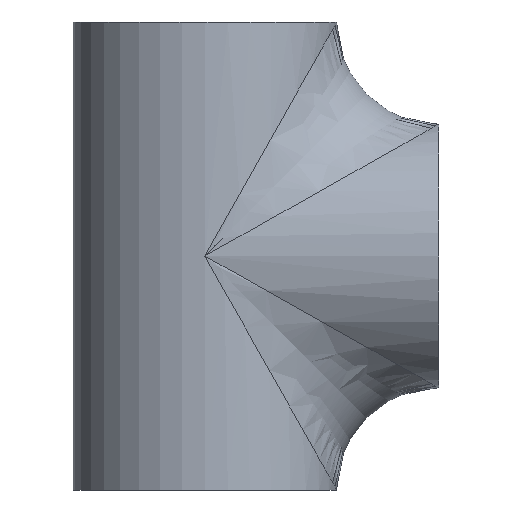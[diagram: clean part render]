
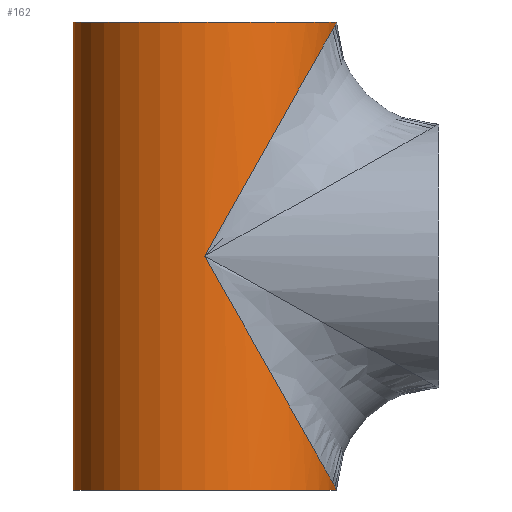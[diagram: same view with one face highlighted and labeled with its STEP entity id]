
A CAD part, front view. The second image highlights one B-rep face of the part: STEP entity #162.
In plain terms, the highlighted cylindrical face has radius 69.85 mm (diameter 139.7 mm), a partial arc.
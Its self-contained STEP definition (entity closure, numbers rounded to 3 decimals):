
#32 = DIRECTION ( 'NONE',  ( -1., 0., 0. ) ) ;
#38 = CARTESIAN_POINT ( 'NONE',  ( 69.85, -40.917, -124. ) ) ;
#85 = CARTESIAN_POINT ( 'NONE',  ( 69.85, -40.917, 124. ) ) ;
#124 = ORIENTED_EDGE ( 'NONE', *, *, #424, .T. ) ;
#136 = CARTESIAN_POINT ( 'NONE',  ( 0., -69.85, 0. ) ) ;
#146 = CARTESIAN_POINT ( 'NONE',  ( 40.917, -69.85, -72.638 ) ) ;
#162 = ADVANCED_FACE ( 'NONE', ( #995 ), #1119, .T. ) ;
#186 = CARTESIAN_POINT ( 'NONE',  ( -69.85, 0., -124. ) ) ;
#215 = EDGE_LOOP ( 'NONE', ( #1252, #1154, #839, #124, #374 ) ) ;
#239 = CARTESIAN_POINT ( 'NONE',  ( 69.85, 0., -124. ) ) ;
#244 = CARTESIAN_POINT ( 'NONE',  ( 0., 0., 124. ) ) ;
#250 = DIRECTION ( 'NONE',  ( 1., 0., 0. ) ) ;
#254 = CARTESIAN_POINT ( 'NONE',  ( -69.85, 0., 124. ) ) ;
#257 = EDGE_CURVE ( 'NONE', #847, #393, #1094, .T. ) ;
#266 = VERTEX_POINT ( 'NONE', #805 ) ;
#293 = EDGE_CURVE ( 'NONE', #701, #459, #544, .T. ) ;
#294 =( BOUNDED_CURVE ( )  B_SPLINE_CURVE ( 3, ( #239, #38, #146, #136 ),
 .UNSPECIFIED., .F., .F. ) 
 B_SPLINE_CURVE_WITH_KNOTS ( ( 4, 4 ),
 ( 3.142, 4.712 ),
 .UNSPECIFIED. ) 
 CURVE ( )  GEOMETRIC_REPRESENTATION_ITEM ( )  RATIONAL_B_SPLINE_CURVE ( ( 1., 0.805, 0.805, 1. ) ) 
 REPRESENTATION_ITEM ( '' )  );
#341 =( BOUNDED_CURVE ( )  B_SPLINE_CURVE ( 3, ( #568, #952, #85, #471 ),
 .UNSPECIFIED., .F., .T. ) 
 B_SPLINE_CURVE_WITH_KNOTS ( ( 4, 4 ),
 ( 1.571, 3.142 ),
 .UNSPECIFIED. ) 
 CURVE ( )  GEOMETRIC_REPRESENTATION_ITEM ( )  RATIONAL_B_SPLINE_CURVE ( ( 1., 0.805, 0.805, 1. ) ) 
 REPRESENTATION_ITEM ( '' )  );
#374 = ORIENTED_EDGE ( 'NONE', *, *, #830, .T. ) ;
#393 = VERTEX_POINT ( 'NONE', #632 ) ;
#423 = DIRECTION ( 'NONE',  ( 1., 0., 0. ) ) ;
#424 = EDGE_CURVE ( 'NONE', #393, #266, #294, .T. ) ;
#459 = VERTEX_POINT ( 'NONE', #810 ) ;
#460 = VECTOR ( 'NONE', #1104, 1000. ) ;
#471 = CARTESIAN_POINT ( 'NONE',  ( 69.85, 0., 124. ) ) ;
#530 = DIRECTION ( 'NONE',  ( 0., 0., 1. ) ) ;
#544 = CIRCLE ( 'NONE', #868, 69.85 ) ;
#568 = CARTESIAN_POINT ( 'NONE',  ( 0., -69.85, 0. ) ) ;
#617 = DIRECTION ( 'NONE',  ( 0., 0., -1. ) ) ;
#632 = CARTESIAN_POINT ( 'NONE',  ( 69.85, 0., -124. ) ) ;
#645 = AXIS2_PLACEMENT_3D ( 'NONE', #1113, #617, #32 ) ;
#701 = VERTEX_POINT ( 'NONE', #254 ) ;
#705 = CARTESIAN_POINT ( 'NONE',  ( -69.85, 0., 124. ) ) ;
#733 = CARTESIAN_POINT ( 'NONE',  ( 0., 0., -124. ) ) ;
#805 = CARTESIAN_POINT ( 'NONE',  ( 0., -69.85, 0. ) ) ;
#807 = LINE ( 'NONE', #705, #460 ) ;
#810 = CARTESIAN_POINT ( 'NONE',  ( 69.85, 0., 124. ) ) ;
#830 = EDGE_CURVE ( 'NONE', #266, #459, #341, .T. ) ;
#839 = ORIENTED_EDGE ( 'NONE', *, *, #257, .T. ) ;
#847 = VERTEX_POINT ( 'NONE', #186 ) ;
#868 = AXIS2_PLACEMENT_3D ( 'NONE', #244, #530, #423 ) ;
#952 = CARTESIAN_POINT ( 'NONE',  ( 40.917, -69.85, 72.638 ) ) ;
#995 = FACE_OUTER_BOUND ( 'NONE', #215, .T. ) ;
#1094 = CIRCLE ( 'NONE', #1193, 69.85 ) ;
#1104 = DIRECTION ( 'NONE',  ( 0., 0., -1. ) ) ;
#1107 = DIRECTION ( 'NONE',  ( 0., 0., 1. ) ) ;
#1113 = CARTESIAN_POINT ( 'NONE',  ( 0., 0., 124. ) ) ;
#1119 = CYLINDRICAL_SURFACE ( 'NONE', #645, 69.85 ) ;
#1154 = ORIENTED_EDGE ( 'NONE', *, *, #1197, .T. ) ;
#1193 = AXIS2_PLACEMENT_3D ( 'NONE', #733, #1107, #250 ) ;
#1197 = EDGE_CURVE ( 'NONE', #701, #847, #807, .T. ) ;
#1252 = ORIENTED_EDGE ( 'NONE', *, *, #293, .F. ) ;
